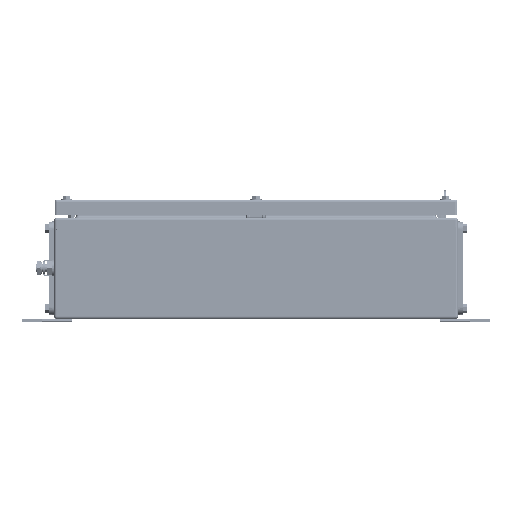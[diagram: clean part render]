
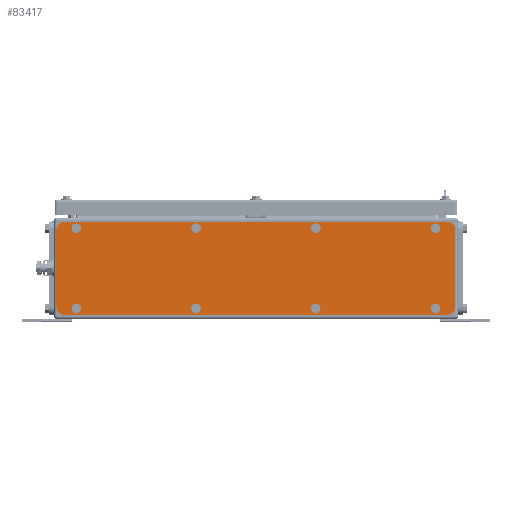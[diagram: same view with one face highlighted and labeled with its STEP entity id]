
A CAD part, front view. The second image highlights one B-rep face of the part: STEP entity #83417.
In plain terms, the highlighted planar face has unit normal (0, -1, 0).
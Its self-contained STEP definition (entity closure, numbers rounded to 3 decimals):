
#82917=AXIS2_PLACEMENT_3D('Circle Axis2P3D',#82915,#82916,$) ;
#82943=AXIS2_PLACEMENT_3D('Circle Axis2P3D',#82941,#82942,$) ;
#82974=AXIS2_PLACEMENT_3D('Circle Axis2P3D',#82972,#82973,$) ;
#83000=AXIS2_PLACEMENT_3D('Circle Axis2P3D',#82998,#82999,$) ;
#83031=AXIS2_PLACEMENT_3D('Circle Axis2P3D',#83029,#83030,$) ;
#83057=AXIS2_PLACEMENT_3D('Circle Axis2P3D',#83055,#83056,$) ;
#83088=AXIS2_PLACEMENT_3D('Circle Axis2P3D',#83086,#83087,$) ;
#83114=AXIS2_PLACEMENT_3D('Circle Axis2P3D',#83112,#83113,$) ;
#83145=AXIS2_PLACEMENT_3D('Circle Axis2P3D',#83143,#83144,$) ;
#83171=AXIS2_PLACEMENT_3D('Circle Axis2P3D',#83169,#83170,$) ;
#83202=AXIS2_PLACEMENT_3D('Circle Axis2P3D',#83200,#83201,$) ;
#83228=AXIS2_PLACEMENT_3D('Circle Axis2P3D',#83226,#83227,$) ;
#83259=AXIS2_PLACEMENT_3D('Circle Axis2P3D',#83257,#83258,$) ;
#83285=AXIS2_PLACEMENT_3D('Circle Axis2P3D',#83283,#83284,$) ;
#83303=AXIS2_PLACEMENT_3D('Plane Axis2P3D',#83300,#83301,#83302) ;
#83316=AXIS2_PLACEMENT_3D('Circle Axis2P3D',#83314,#83315,$) ;
#83330=AXIS2_PLACEMENT_3D('Circle Axis2P3D',#83328,#83329,$) ;
#83344=AXIS2_PLACEMENT_3D('Circle Axis2P3D',#83342,#83343,$) ;
#83358=AXIS2_PLACEMENT_3D('Circle Axis2P3D',#83356,#83357,$) ;
#83373=AXIS2_PLACEMENT_3D('Circle Axis2P3D',#83371,#83372,$) ;
#83382=AXIS2_PLACEMENT_3D('Circle Axis2P3D',#83380,#83381,$) ;
#82910=CARTESIAN_POINT('Vertex',(71.472,5.,119.178)) ;
#82915=CARTESIAN_POINT('Axis2P3D Location',(68.4,5.,117.5)) ;
#82919=CARTESIAN_POINT('Vertex',(65.328,5.,115.822)) ;
#82941=CARTESIAN_POINT('Axis2P3D Location',(68.4,5.,117.5)) ;
#82967=CARTESIAN_POINT('Vertex',(222.172,5.,18.178)) ;
#82972=CARTESIAN_POINT('Axis2P3D Location',(219.1,5.,16.5)) ;
#82976=CARTESIAN_POINT('Vertex',(216.028,5.,14.822)) ;
#82998=CARTESIAN_POINT('Axis2P3D Location',(219.1,5.,16.5)) ;
#83024=CARTESIAN_POINT('Vertex',(222.172,5.,119.178)) ;
#83029=CARTESIAN_POINT('Axis2P3D Location',(219.1,5.,117.5)) ;
#83033=CARTESIAN_POINT('Vertex',(216.028,5.,115.822)) ;
#83055=CARTESIAN_POINT('Axis2P3D Location',(219.1,5.,117.5)) ;
#83081=CARTESIAN_POINT('Vertex',(372.872,5.,18.178)) ;
#83086=CARTESIAN_POINT('Axis2P3D Location',(369.8,5.,16.5)) ;
#83090=CARTESIAN_POINT('Vertex',(366.728,5.,14.822)) ;
#83112=CARTESIAN_POINT('Axis2P3D Location',(369.8,5.,16.5)) ;
#83138=CARTESIAN_POINT('Vertex',(372.872,5.,119.178)) ;
#83143=CARTESIAN_POINT('Axis2P3D Location',(369.8,5.,117.5)) ;
#83147=CARTESIAN_POINT('Vertex',(366.728,5.,115.822)) ;
#83169=CARTESIAN_POINT('Axis2P3D Location',(369.8,5.,117.5)) ;
#83195=CARTESIAN_POINT('Vertex',(523.572,5.,18.178)) ;
#83200=CARTESIAN_POINT('Axis2P3D Location',(520.5,5.,16.5)) ;
#83204=CARTESIAN_POINT('Vertex',(517.428,5.,14.822)) ;
#83226=CARTESIAN_POINT('Axis2P3D Location',(520.5,5.,16.5)) ;
#83252=CARTESIAN_POINT('Vertex',(523.572,5.,119.178)) ;
#83257=CARTESIAN_POINT('Axis2P3D Location',(520.5,5.,117.5)) ;
#83261=CARTESIAN_POINT('Vertex',(517.428,5.,115.822)) ;
#83283=CARTESIAN_POINT('Axis2P3D Location',(520.5,5.,117.5)) ;
#83300=CARTESIAN_POINT('Axis2P3D Location',(294.4,5.,67.)) ;
#83305=CARTESIAN_POINT('Line Origine',(294.4,5.,8.5)) ;
#83309=CARTESIAN_POINT('Vertex',(535.4,5.,8.5)) ;
#83311=CARTESIAN_POINT('Vertex',(53.4,5.,8.5)) ;
#83314=CARTESIAN_POINT('Axis2P3D Location',(535.4,5.,18.5)) ;
#83318=CARTESIAN_POINT('Vertex',(545.4,5.,18.5)) ;
#83321=CARTESIAN_POINT('Line Origine',(545.4,5.,67.)) ;
#83325=CARTESIAN_POINT('Vertex',(545.4,5.,115.5)) ;
#83328=CARTESIAN_POINT('Axis2P3D Location',(535.4,5.,115.5)) ;
#83332=CARTESIAN_POINT('Vertex',(535.4,5.,125.5)) ;
#83335=CARTESIAN_POINT('Line Origine',(294.4,5.,125.5)) ;
#83339=CARTESIAN_POINT('Vertex',(53.4,5.,125.5)) ;
#83342=CARTESIAN_POINT('Axis2P3D Location',(53.4,5.,115.5)) ;
#83346=CARTESIAN_POINT('Vertex',(43.4,5.,115.5)) ;
#83349=CARTESIAN_POINT('Line Origine',(43.4,5.,67.)) ;
#83353=CARTESIAN_POINT('Vertex',(43.4,5.,18.5)) ;
#83356=CARTESIAN_POINT('Axis2P3D Location',(53.4,5.,18.5)) ;
#83371=CARTESIAN_POINT('Axis2P3D Location',(68.4,5.,16.5)) ;
#83375=CARTESIAN_POINT('Vertex',(65.328,5.,14.822)) ;
#83377=CARTESIAN_POINT('Vertex',(71.472,5.,18.178)) ;
#83380=CARTESIAN_POINT('Axis2P3D Location',(68.4,5.,16.5)) ;
#82916=DIRECTION('Axis2P3D Direction',(0.,-1.,0.)) ;
#82942=DIRECTION('Axis2P3D Direction',(0.,-1.,0.)) ;
#82973=DIRECTION('Axis2P3D Direction',(0.,-1.,0.)) ;
#82999=DIRECTION('Axis2P3D Direction',(0.,-1.,0.)) ;
#83030=DIRECTION('Axis2P3D Direction',(0.,-1.,0.)) ;
#83056=DIRECTION('Axis2P3D Direction',(0.,-1.,0.)) ;
#83087=DIRECTION('Axis2P3D Direction',(0.,-1.,0.)) ;
#83113=DIRECTION('Axis2P3D Direction',(0.,-1.,0.)) ;
#83144=DIRECTION('Axis2P3D Direction',(0.,-1.,0.)) ;
#83170=DIRECTION('Axis2P3D Direction',(0.,-1.,0.)) ;
#83201=DIRECTION('Axis2P3D Direction',(0.,-1.,0.)) ;
#83227=DIRECTION('Axis2P3D Direction',(0.,-1.,0.)) ;
#83258=DIRECTION('Axis2P3D Direction',(0.,-1.,0.)) ;
#83284=DIRECTION('Axis2P3D Direction',(0.,-1.,0.)) ;
#83301=DIRECTION('Axis2P3D Direction',(0.,-1.,0.)) ;
#83302=DIRECTION('Axis2P3D XDirection',(1.,0.,0.)) ;
#83306=DIRECTION('Vector Direction',(-1.,0.,0.)) ;
#83315=DIRECTION('Axis2P3D Direction',(0.,-1.,0.)) ;
#83322=DIRECTION('Vector Direction',(0.,0.,-1.)) ;
#83329=DIRECTION('Axis2P3D Direction',(0.,-1.,0.)) ;
#83336=DIRECTION('Vector Direction',(1.,0.,0.)) ;
#83343=DIRECTION('Axis2P3D Direction',(0.,-1.,0.)) ;
#83350=DIRECTION('Vector Direction',(0.,0.,1.)) ;
#83357=DIRECTION('Axis2P3D Direction',(0.,-1.,0.)) ;
#83372=DIRECTION('Axis2P3D Direction',(0.,-1.,0.)) ;
#83381=DIRECTION('Axis2P3D Direction',(0.,-1.,0.)) ;
#83307=VECTOR('Line Direction',#83306,1.) ;
#83323=VECTOR('Line Direction',#83322,1.) ;
#83337=VECTOR('Line Direction',#83336,1.) ;
#83351=VECTOR('Line Direction',#83350,1.) ;
#83362=ORIENTED_EDGE('',*,*,#83313,.F.) ;
#83363=ORIENTED_EDGE('',*,*,#83320,.F.) ;
#83364=ORIENTED_EDGE('',*,*,#83327,.F.) ;
#83365=ORIENTED_EDGE('',*,*,#83334,.F.) ;
#83366=ORIENTED_EDGE('',*,*,#83341,.F.) ;
#83367=ORIENTED_EDGE('',*,*,#83348,.F.) ;
#83368=ORIENTED_EDGE('',*,*,#83355,.F.) ;
#83369=ORIENTED_EDGE('',*,*,#83360,.F.) ;
#83386=ORIENTED_EDGE('',*,*,#83379,.F.) ;
#83387=ORIENTED_EDGE('',*,*,#83384,.F.) ;
#83390=ORIENTED_EDGE('',*,*,#82921,.F.) ;
#83391=ORIENTED_EDGE('',*,*,#82945,.F.) ;
#83394=ORIENTED_EDGE('',*,*,#82978,.F.) ;
#83395=ORIENTED_EDGE('',*,*,#83002,.F.) ;
#83398=ORIENTED_EDGE('',*,*,#83035,.F.) ;
#83399=ORIENTED_EDGE('',*,*,#83059,.F.) ;
#83402=ORIENTED_EDGE('',*,*,#83092,.F.) ;
#83403=ORIENTED_EDGE('',*,*,#83116,.F.) ;
#83406=ORIENTED_EDGE('',*,*,#83149,.F.) ;
#83407=ORIENTED_EDGE('',*,*,#83173,.F.) ;
#83410=ORIENTED_EDGE('',*,*,#83206,.F.) ;
#83411=ORIENTED_EDGE('',*,*,#83230,.F.) ;
#83414=ORIENTED_EDGE('',*,*,#83263,.F.) ;
#83415=ORIENTED_EDGE('',*,*,#83287,.F.) ;
#83388=FACE_BOUND('',#83385,.T.) ;
#83392=FACE_BOUND('',#83389,.T.) ;
#83396=FACE_BOUND('',#83393,.T.) ;
#83400=FACE_BOUND('',#83397,.T.) ;
#83404=FACE_BOUND('',#83401,.T.) ;
#83408=FACE_BOUND('',#83405,.T.) ;
#83412=FACE_BOUND('',#83409,.T.) ;
#83416=FACE_BOUND('',#83413,.T.) ;
#83417=ADVANCED_FACE('ZUB_KTB_MH_765015_4GP_AllCATPart.2\\ZUB_GP_KTB_762x508x150_AB.2\\GP_KTB_762x508x150_AB\\AB',(#83370,#83388,#83392,#83396,#83400,#83404,#83408,#83412,#83416),#83304,.T.) ;
#82918=CIRCLE('generated circle',#82917,3.5) ;
#82944=CIRCLE('generated circle',#82943,3.5) ;
#82975=CIRCLE('generated circle',#82974,3.5) ;
#83001=CIRCLE('generated circle',#83000,3.5) ;
#83032=CIRCLE('generated circle',#83031,3.5) ;
#83058=CIRCLE('generated circle',#83057,3.5) ;
#83089=CIRCLE('generated circle',#83088,3.5) ;
#83115=CIRCLE('generated circle',#83114,3.5) ;
#83146=CIRCLE('generated circle',#83145,3.5) ;
#83172=CIRCLE('generated circle',#83171,3.5) ;
#83203=CIRCLE('generated circle',#83202,3.5) ;
#83229=CIRCLE('generated circle',#83228,3.5) ;
#83260=CIRCLE('generated circle',#83259,3.5) ;
#83286=CIRCLE('generated circle',#83285,3.5) ;
#83317=CIRCLE('generated circle',#83316,10.) ;
#83331=CIRCLE('generated circle',#83330,10.) ;
#83345=CIRCLE('generated circle',#83344,10.) ;
#83359=CIRCLE('generated circle',#83358,10.) ;
#83374=CIRCLE('generated circle',#83373,3.5) ;
#83383=CIRCLE('generated circle',#83382,3.5) ;
#82921=EDGE_CURVE('',#82911,#82920,#82918,.T.) ;
#82945=EDGE_CURVE('',#82920,#82911,#82944,.T.) ;
#82978=EDGE_CURVE('',#82968,#82977,#82975,.T.) ;
#83002=EDGE_CURVE('',#82977,#82968,#83001,.T.) ;
#83035=EDGE_CURVE('',#83025,#83034,#83032,.T.) ;
#83059=EDGE_CURVE('',#83034,#83025,#83058,.T.) ;
#83092=EDGE_CURVE('',#83082,#83091,#83089,.T.) ;
#83116=EDGE_CURVE('',#83091,#83082,#83115,.T.) ;
#83149=EDGE_CURVE('',#83139,#83148,#83146,.T.) ;
#83173=EDGE_CURVE('',#83148,#83139,#83172,.T.) ;
#83206=EDGE_CURVE('',#83196,#83205,#83203,.T.) ;
#83230=EDGE_CURVE('',#83205,#83196,#83229,.T.) ;
#83263=EDGE_CURVE('',#83253,#83262,#83260,.T.) ;
#83287=EDGE_CURVE('',#83262,#83253,#83286,.T.) ;
#83313=EDGE_CURVE('',#83310,#83312,#83308,.T.) ;
#83320=EDGE_CURVE('',#83319,#83310,#83317,.F.) ;
#83327=EDGE_CURVE('',#83326,#83319,#83324,.T.) ;
#83334=EDGE_CURVE('',#83333,#83326,#83331,.F.) ;
#83341=EDGE_CURVE('',#83340,#83333,#83338,.T.) ;
#83348=EDGE_CURVE('',#83347,#83340,#83345,.F.) ;
#83355=EDGE_CURVE('',#83354,#83347,#83352,.T.) ;
#83360=EDGE_CURVE('',#83312,#83354,#83359,.F.) ;
#83379=EDGE_CURVE('',#83376,#83378,#83374,.T.) ;
#83384=EDGE_CURVE('',#83378,#83376,#83383,.T.) ;
#83361=EDGE_LOOP('',(#83362,#83363,#83364,#83365,#83366,#83367,#83368,#83369)) ;
#83385=EDGE_LOOP('',(#83386,#83387)) ;
#83389=EDGE_LOOP('',(#83390,#83391)) ;
#83393=EDGE_LOOP('',(#83394,#83395)) ;
#83397=EDGE_LOOP('',(#83398,#83399)) ;
#83401=EDGE_LOOP('',(#83402,#83403)) ;
#83405=EDGE_LOOP('',(#83406,#83407)) ;
#83409=EDGE_LOOP('',(#83410,#83411)) ;
#83413=EDGE_LOOP('',(#83414,#83415)) ;
#83370=FACE_OUTER_BOUND('',#83361,.T.) ;
#83308=LINE('Line',#83305,#83307) ;
#83324=LINE('Line',#83321,#83323) ;
#83338=LINE('Line',#83335,#83337) ;
#83352=LINE('Line',#83349,#83351) ;
#83304=PLANE('',#83303) ;
#82911=VERTEX_POINT('',#82910) ;
#82920=VERTEX_POINT('',#82919) ;
#82968=VERTEX_POINT('',#82967) ;
#82977=VERTEX_POINT('',#82976) ;
#83025=VERTEX_POINT('',#83024) ;
#83034=VERTEX_POINT('',#83033) ;
#83082=VERTEX_POINT('',#83081) ;
#83091=VERTEX_POINT('',#83090) ;
#83139=VERTEX_POINT('',#83138) ;
#83148=VERTEX_POINT('',#83147) ;
#83196=VERTEX_POINT('',#83195) ;
#83205=VERTEX_POINT('',#83204) ;
#83253=VERTEX_POINT('',#83252) ;
#83262=VERTEX_POINT('',#83261) ;
#83310=VERTEX_POINT('',#83309) ;
#83312=VERTEX_POINT('',#83311) ;
#83319=VERTEX_POINT('',#83318) ;
#83326=VERTEX_POINT('',#83325) ;
#83333=VERTEX_POINT('',#83332) ;
#83340=VERTEX_POINT('',#83339) ;
#83347=VERTEX_POINT('',#83346) ;
#83354=VERTEX_POINT('',#83353) ;
#83376=VERTEX_POINT('',#83375) ;
#83378=VERTEX_POINT('',#83377) ;
